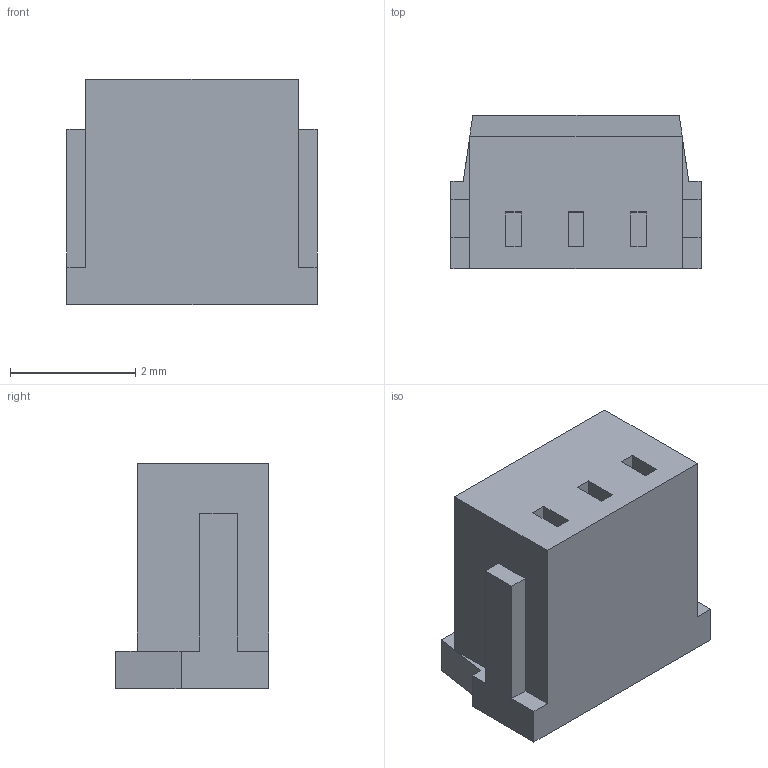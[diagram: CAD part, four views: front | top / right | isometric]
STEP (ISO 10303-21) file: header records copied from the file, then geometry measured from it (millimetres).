
FILE_DESCRIPTION (( 'STEP AP214' ), '1' );
FILE_NAME ('03SR-3S.STEP', '2012-08-21T11:05:46', ( ' ' ), ( ' ' ), 'SwSTEP 2.0', 'SolidWorks 2005235', '' );
FILE_SCHEMA (( 'AUTOMOTIVE_DESIGN' ));
Length unit declared in the file: millimetre
Products named in the file (1): 03SR-3S
Bounding box: 4 x 2.45 x 3.6 mm (x, y, z)
Volume: 27 mm3; surface area: 67.7 mm2
Topology: 1 solids, 1 shells, 48 faces, 116 edges, 76 vertices
Faces by surface type: plane 42, cylinder 6
Entity records: 1931 total; most frequent: CARTESIAN_POINT 241, ORIENTED_EDGE 232, DIRECTION 226, EDGE_CURVE 116, VECTOR 104, LINE 104, VERTEX_POINT 76, AXIS2_PLACEMENT_3D 61
